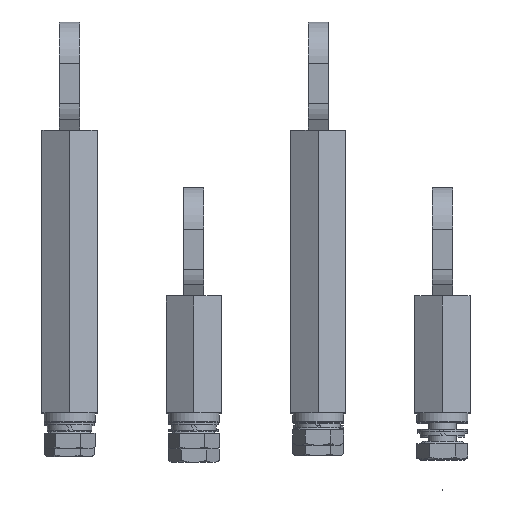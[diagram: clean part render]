
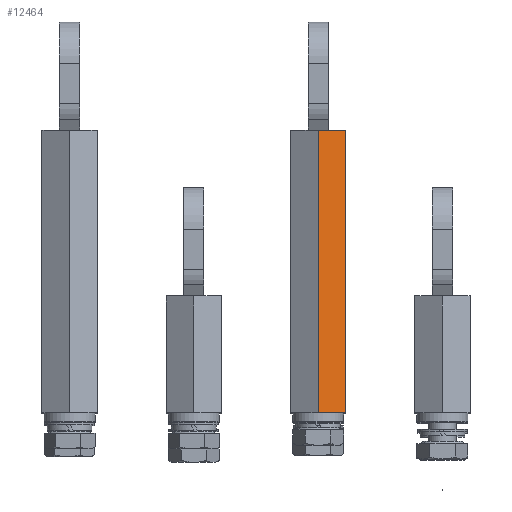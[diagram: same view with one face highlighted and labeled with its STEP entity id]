
A CAD part, top view. The second image highlights one B-rep face of the part: STEP entity #12464.
In plain terms, the highlighted planar face has unit normal (0.494, 0, 0.87).
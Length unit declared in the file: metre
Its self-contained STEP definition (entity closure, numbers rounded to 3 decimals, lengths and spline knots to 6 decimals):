
#12007=DIRECTION('',(0.87,0.,-0.494));
#12008=VECTOR('',#12007,0.0115);
#12009=CARTESIAN_POINT('',(0.,0.0535,0.161));
#12010=LINE('',#12009,#12008);
#12033=DIRECTION('',(0.,-1.,0.));
#12034=VECTOR('',#12033,0.1023);
#12035=CARTESIAN_POINT('',(0.01,0.1558,0.155321));
#12036=LINE('',#12035,#12034);
#12037=DIRECTION('',(0.,-1.,0.));
#12038=VECTOR('',#12037,0.1023);
#12039=CARTESIAN_POINT('',(0.,0.1558,0.161));
#12040=LINE('',#12039,#12038);
#12085=DIRECTION('',(-0.87,0.,0.494));
#12086=VECTOR('',#12085,0.007303);
#12087=CARTESIAN_POINT('',(0.01,0.1558,0.155321));
#12088=LINE('',#12087,#12086);
#12255=DIRECTION('',(-0.87,0.,0.494));
#12256=VECTOR('',#12255,0.004198);
#12257=CARTESIAN_POINT('',(0.00365,0.1558,0.158927));
#12258=LINE('',#12257,#12256);
#12323=CARTESIAN_POINT('',(0.,0.0535,0.161));
#12324=CARTESIAN_POINT('',(0.01,0.0535,0.155321));
#12325=VERTEX_POINT('',#12323);
#12326=VERTEX_POINT('',#12324);
#12355=CARTESIAN_POINT('',(0.,0.1558,0.161));
#12356=VERTEX_POINT('',#12355);
#12357=CARTESIAN_POINT('',(0.00365,0.1558,0.158927));
#12358=VERTEX_POINT('',#12357);
#12359=CARTESIAN_POINT('',(0.01,0.1558,0.155321));
#12360=VERTEX_POINT('',#12359);
#12448=CARTESIAN_POINT('',(0.01,0.0591,0.155321));
#12449=DIRECTION('',(0.494,0.,0.87));
#12450=DIRECTION('',(-0.87,0.,0.494));
#12451=AXIS2_PLACEMENT_3D('',#12448,#12449,#12450);
#12452=PLANE('',#12451);
#12453=ORIENTED_EDGE('',*,*,#12420,.F.);
#12455=ORIENTED_EDGE('',*,*,#12454,.F.);
#12457=ORIENTED_EDGE('',*,*,#12456,.F.);
#12459=ORIENTED_EDGE('',*,*,#12458,.F.);
#12461=ORIENTED_EDGE('',*,*,#12460,.T.);
#12462=EDGE_LOOP('',(#12453,#12455,#12457,#12459,#12461));
#12463=FACE_OUTER_BOUND('',#12462,.F.);
#12464=ADVANCED_FACE('',(#12463),#12452,.T.);
#12420=EDGE_CURVE('',#12325,#12326,#12010,.T.);
#12454=EDGE_CURVE('',#12356,#12325,#12040,.T.);
#12456=EDGE_CURVE('',#12358,#12356,#12258,.T.);
#12458=EDGE_CURVE('',#12360,#12358,#12088,.T.);
#12460=EDGE_CURVE('',#12360,#12326,#12036,.T.);
